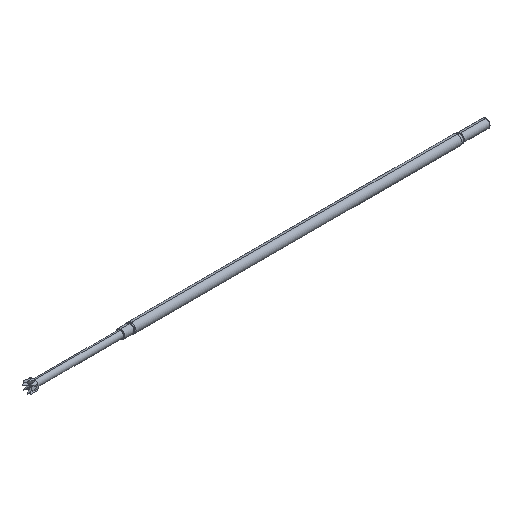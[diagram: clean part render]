
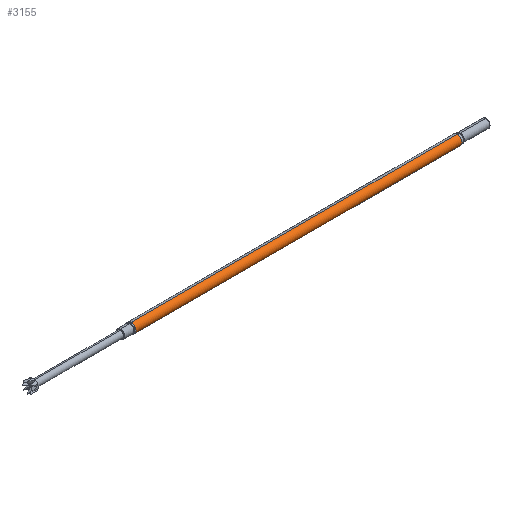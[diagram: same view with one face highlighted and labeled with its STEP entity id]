
A CAD part, isometric view. The second image highlights one B-rep face of the part: STEP entity #3155.
In plain terms, the highlighted cylindrical face has radius 0.391 mm (diameter 0.782 mm), a partial arc.
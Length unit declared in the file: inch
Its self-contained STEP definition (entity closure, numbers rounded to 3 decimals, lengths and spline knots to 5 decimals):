
#84 = DIRECTION ( 'NONE',  ( 1., 0., 0. ) ) ;
#136 = CARTESIAN_POINT ( 'NONE',  ( 1.178, 0., 0.0154 ) ) ;
#362 = VERTEX_POINT ( 'NONE', #4863 ) ;
#392 = FACE_OUTER_BOUND ( 'NONE', #3741, .T. ) ;
#483 = ORIENTED_EDGE ( 'NONE', *, *, #2143, .T. ) ;
#517 = VECTOR ( 'NONE', #633, 39.37008 ) ;
#555 = CIRCLE ( 'NONE', #2356, 0.0154 ) ;
#633 = DIRECTION ( 'NONE',  ( 1., 0., 0. ) ) ;
#648 = DIRECTION ( 'NONE',  ( 1., 0., 0. ) ) ;
#766 = AXIS2_PLACEMENT_3D ( 'NONE', #4374, #3281, #5431 ) ;
#1056 = VECTOR ( 'NONE', #84, 39.37008 ) ;
#1297 = EDGE_CURVE ( 'NONE', #1669, #1370, #2094, .T. ) ;
#1341 = CYLINDRICAL_SURFACE ( 'NONE', #5553, 0.0154 ) ;
#1370 = VERTEX_POINT ( 'NONE', #5143 ) ;
#1602 = VERTEX_POINT ( 'NONE', #4779 ) ;
#1669 = VERTEX_POINT ( 'NONE', #2922 ) ;
#1676 = DIRECTION ( 'NONE',  ( -1., 0., 0. ) ) ;
#2094 = LINE ( 'NONE', #136, #517 ) ;
#2143 = EDGE_CURVE ( 'NONE', #362, #1602, #3578, .T. ) ;
#2356 = AXIS2_PLACEMENT_3D ( 'NONE', #4760, #1676, #5297 ) ;
#2567 = CARTESIAN_POINT ( 'NONE',  ( 1.178, 0., -0.0154 ) ) ;
#2876 = CIRCLE ( 'NONE', #766, 0.0154 ) ;
#2922 = CARTESIAN_POINT ( 'NONE',  ( 0.03499, 0., 0.0154 ) ) ;
#2992 = ORIENTED_EDGE ( 'NONE', *, *, #6279, .F. ) ;
#3155 = ADVANCED_FACE ( 'NONE', ( #392 ), #1341, .T. ) ;
#3165 = DIRECTION ( 'NONE',  ( 0., 0., -1. ) ) ;
#3281 = DIRECTION ( 'NONE',  ( 1., 0., 0. ) ) ;
#3578 = LINE ( 'NONE', #2567, #1056 ) ;
#3693 = ORIENTED_EDGE ( 'NONE', *, *, #1297, .F. ) ;
#3741 = EDGE_LOOP ( 'NONE', ( #3693, #2992, #483, #5420 ) ) ;
#4152 = EDGE_CURVE ( 'NONE', #1370, #1602, #2876, .T. ) ;
#4374 = CARTESIAN_POINT ( 'NONE',  ( 1.085, 0., 0. ) ) ;
#4760 = CARTESIAN_POINT ( 'NONE',  ( 0.03499, 0., 0. ) ) ;
#4779 = CARTESIAN_POINT ( 'NONE',  ( 1.085, 0., -0.0154 ) ) ;
#4863 = CARTESIAN_POINT ( 'NONE',  ( 0.03499, 0., -0.0154 ) ) ;
#5119 = CARTESIAN_POINT ( 'NONE',  ( 1.178, 0., 0. ) ) ;
#5143 = CARTESIAN_POINT ( 'NONE',  ( 1.085, 0., 0.0154 ) ) ;
#5297 = DIRECTION ( 'NONE',  ( 0., 0., 1. ) ) ;
#5420 = ORIENTED_EDGE ( 'NONE', *, *, #4152, .F. ) ;
#5431 = DIRECTION ( 'NONE',  ( 0., 0., -1. ) ) ;
#5553 = AXIS2_PLACEMENT_3D ( 'NONE', #5119, #648, #3165 ) ;
#6279 = EDGE_CURVE ( 'NONE', #362, #1669, #555, .T. ) ;
